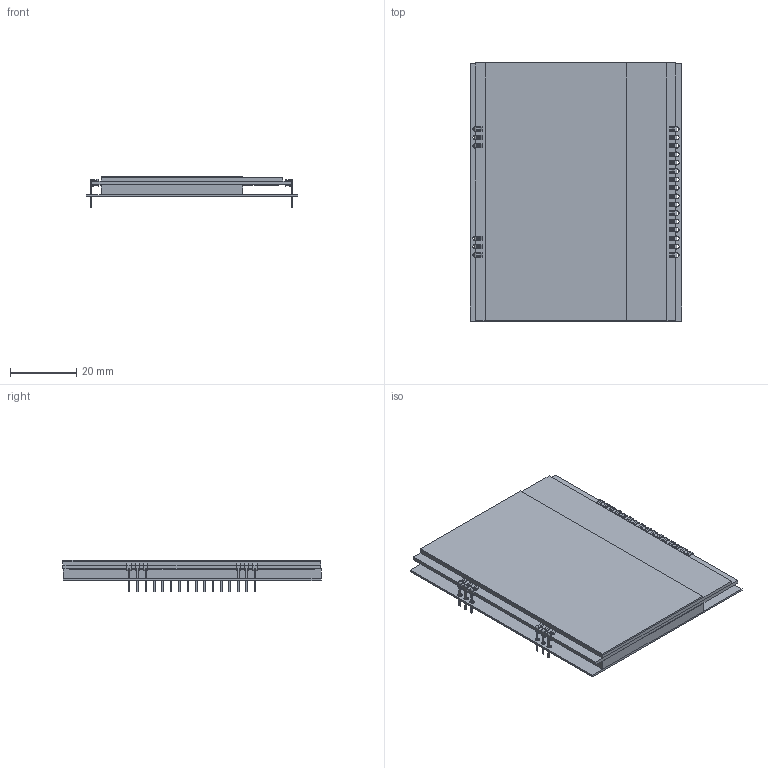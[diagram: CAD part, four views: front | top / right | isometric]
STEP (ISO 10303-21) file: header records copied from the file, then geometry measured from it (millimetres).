
FILE_DESCRIPTION(('FreeCAD Model'),'2;1');
FILE_NAME('Kub_sp.step','2017-06-23T23:17:39',('kicad StepUp'),('ksu MCAD'), 'Open CASCADE STEP processor 7.1','FreeCAD','Unknown');
FILE_SCHEMA(('AUTOMOTIVE_DESIGN { 1 0 10303 214 1 1 1 1 }'));
Length unit declared in the file: millimetre
Products named in the file (1): Kub_sp
Bounding box: 64 x 78.05 x 9.6 mm (x, y, z)
Volume: 24412.5 mm3; surface area: 14992.1 mm2
Topology: 1 solids, 1 shells, 939 faces, 2833 edges, 1884 vertices
Faces by surface type: plane 565, cylinder 374
Full cylindrical faces by diameter (mm): 1.4 x22
Entity records: 38676 total; most frequent: ORIENTED_EDGE 5666, CARTESIAN_POINT 5657, DIRECTION 5505, EDGE_CURVE 2833, LINE 2041, VECTOR 2041, VERTEX_POINT 1884, AXIS2_PLACEMENT_3D 1732
